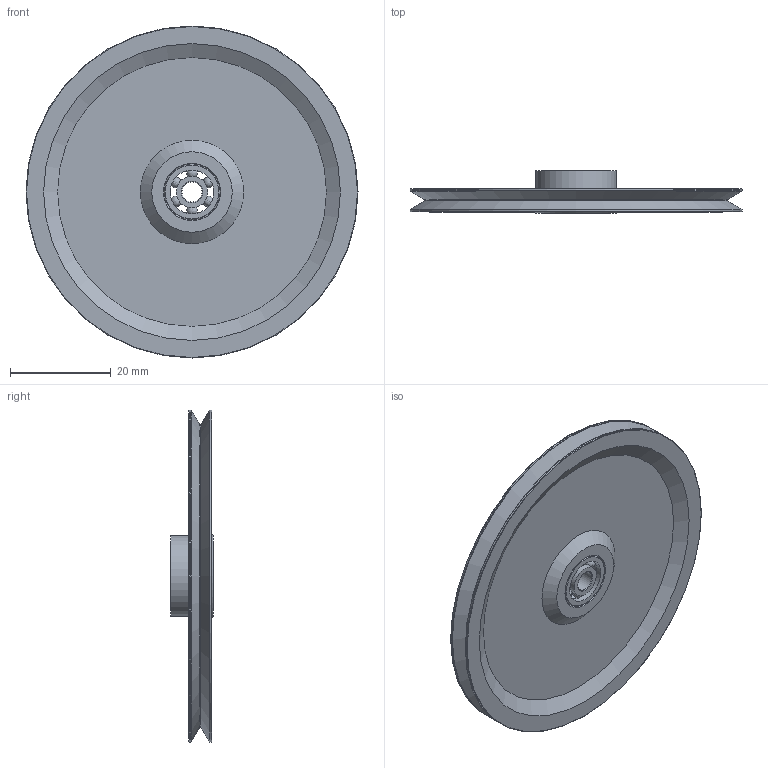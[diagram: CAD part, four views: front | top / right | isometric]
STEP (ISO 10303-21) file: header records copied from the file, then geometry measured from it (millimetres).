
FILE_DESCRIPTION(/* description */ (''),/* implementation_level */ '2;1');
FILE_NAME(/* name */ 'PSA060V060HS-K.stp',/* time_stamp */ '2024-04-17T16:31:26+02:00',/* author */ ('moritz.michaelis'),/* organization */ (''),/* preprocessor_version */ 'ST-DEVELOPER v20',/* originating_system */ 'Autodesk Inventor 2024',/* authorisation */ '');
FILE_SCHEMA (('CONFIG_CONTROL_DESIGN'));
Length unit declared in the file: millimetre
Products named in the file (3): 1411-510-0800 Umlenkrolle62V04; 1411-510-0800-Umlenkrolle60 V04 694x2; DIN 625 T1 - 619/4 - 4 x 11 x 4
Assembly tree (3 placements, depth 2):
  1411-510-0800 Umlenkrolle62V04
    1411-510-0800-Umlenkrolle60 V04 694x2
    DIN 625 T1 - 619/4 - 4 x 11 x 4  x2
Bounding box: 66 x 8.5 x 66 mm (x, y, z)
Volume: 7863.6 mm3; surface area: 10079.2 mm2
Topology: 17 solids, 17 shells, 68 faces, 151 edges, 97 vertices
Faces by surface type: torus 18, cylinder 17, plane 14, sphere 12, cone 7
Full cylindrical faces by diameter (mm): 4 x2, 6.282 x4, 8.718 x4, 11 x3, 16 x1, 60 x1, 66 x2
Entity records: 1338 total; most frequent: DIRECTION 256, CARTESIAN_POINT 198, ORIENTED_EDGE 170, AXIS2_PLACEMENT_3D 119, EDGE_CURVE 85, CIRCLE 67, VERTEX_POINT 61, EDGE_LOOP 56
